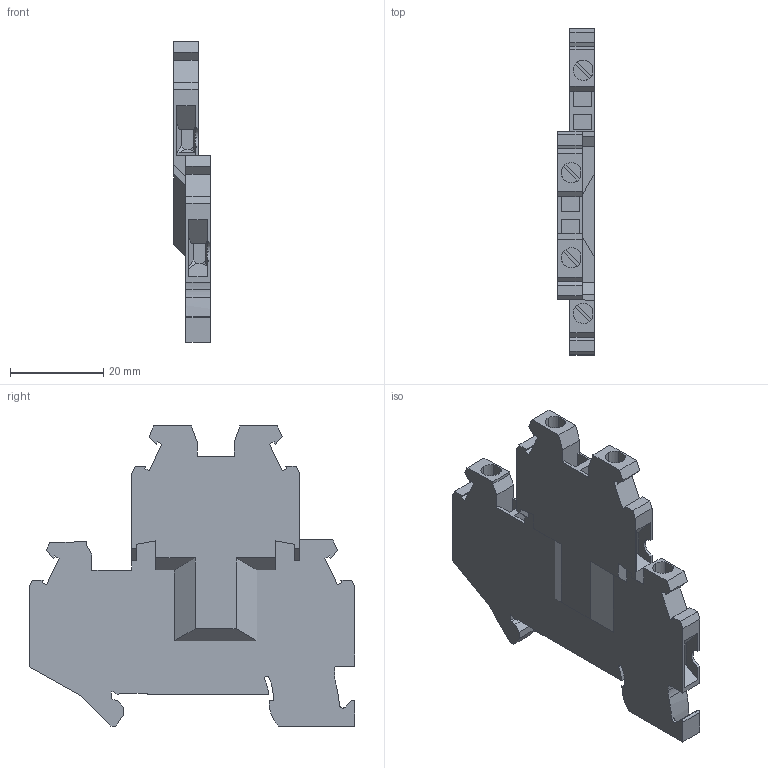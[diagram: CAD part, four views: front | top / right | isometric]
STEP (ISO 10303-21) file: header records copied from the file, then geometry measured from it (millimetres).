
FILE_DESCRIPTION(('STEP AP214'),'1');
FILE_NAME('cctmp_B670B656-6EC9-406E-A39E-53D8DDC6119B_2023_07_24_09_27_21_0763..stp','2023-07-24T07:27:22',('SIEMENS A&D'),('CADClick - www.CADClick.com'),'Spatial InterOp 3D postprocessed',' ','unknown authorization');
FILE_SCHEMA(('AUTOMOTIVE_DESIGN'));
Length unit declared in the file: millimetre
Products named in the file (1): 2023_07_24_09_27_21_0753
Bounding box: 7.72 x 69.9 x 64.35 mm (x, y, z)
Volume: 12007.5 mm3; surface area: 10079 mm2
Topology: 1 solids, 1 shells, 272 faces, 778 edges, 514 vertices
Faces by surface type: plane 237, cylinder 35
Entity records: 9602 total; most frequent: CARTESIAN_POINT 1565, ORIENTED_EDGE 1556, DIRECTION 1411, EDGE_CURVE 778, LINE 691, VECTOR 691, VERTEX_POINT 514, AXIS2_PLACEMENT_3D 360
